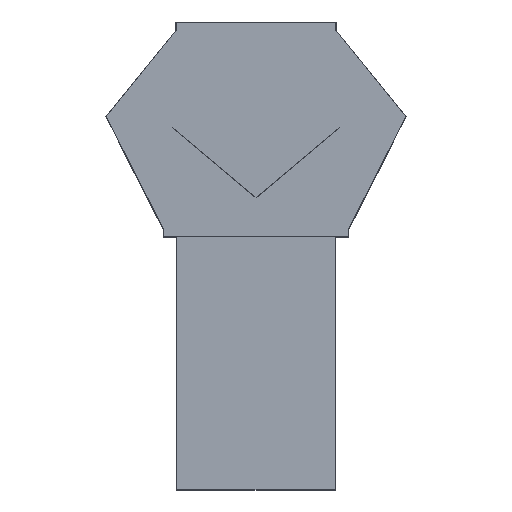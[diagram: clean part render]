
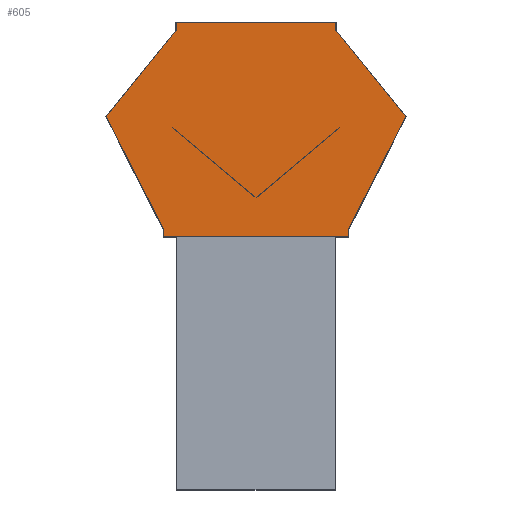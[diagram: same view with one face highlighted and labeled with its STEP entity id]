
A CAD part, top view. The second image highlights one B-rep face of the part: STEP entity #605.
In plain terms, the highlighted planar face has unit normal (0, 0, 1).
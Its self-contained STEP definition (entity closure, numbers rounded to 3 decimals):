
#29 = EDGE_CURVE ( 'NONE', #746, #630, #908, .T. ) ;
#37 = ORIENTED_EDGE ( 'NONE', *, *, #1258, .T. ) ;
#40 = EDGE_CURVE ( 'NONE', #532, #1186, #1349, .T. ) ;
#55 = CARTESIAN_POINT ( 'NONE',  ( -293.858, -355.512, 600. ) ) ;
#91 = EDGE_CURVE ( 'NONE', #529, #1337, #1453, .T. ) ;
#100 = DIRECTION ( 'NONE',  ( 0.454, 0.891, 0. ) ) ;
#125 = DIRECTION ( 'NONE',  ( 0., 0., 1. ) ) ;
#136 = EDGE_CURVE ( 'NONE', #1394, #630, #1006, .T. ) ;
#139 = VECTOR ( 'NONE', #911, 1000. ) ;
#147 = VERTEX_POINT ( 'NONE', #779 ) ;
#167 = EDGE_CURVE ( 'NONE', #147, #1394, #261, .T. ) ;
#201 = EDGE_CURVE ( 'NONE', #147, #529, #1351, .T. ) ;
#204 = EDGE_LOOP ( 'NONE', ( #428, #474, #37, #359, #374, #763, #539, #838, #697, #905 ) ) ;
#261 = LINE ( 'NONE', #1042, #293 ) ;
#293 = VECTOR ( 'NONE', #1540, 1000. ) ;
#300 = EDGE_CURVE ( 'NONE', #1562, #1611, #643, .T. ) ;
#347 = CARTESIAN_POINT ( 'NONE',  ( 293.858, -380.512, 600. ) ) ;
#359 = ORIENTED_EDGE ( 'NONE', *, *, #40, .T. ) ;
#361 = FACE_OUTER_BOUND ( 'NONE', #204, .T. ) ;
#374 = ORIENTED_EDGE ( 'NONE', *, *, #1113, .T. ) ;
#380 = PLANE ( 'NONE',  #886 ) ;
#389 = CARTESIAN_POINT ( 'NONE',  ( -293.858, -380.512, 600. ) ) ;
#391 = DIRECTION ( 'NONE',  ( 0., -1., 0. ) ) ;
#399 = CARTESIAN_POINT ( 'NONE',  ( 253.479, 273.555, 600. ) ) ;
#428 = ORIENTED_EDGE ( 'NONE', *, *, #561, .T. ) ;
#474 = ORIENTED_EDGE ( 'NONE', *, *, #300, .T. ) ;
#529 = VERTEX_POINT ( 'NONE', #860 ) ;
#532 = VERTEX_POINT ( 'NONE', #983 ) ;
#539 = ORIENTED_EDGE ( 'NONE', *, *, #136, .F. ) ;
#561 = EDGE_CURVE ( 'NONE', #1337, #1562, #866, .T. ) ;
#576 = DIRECTION ( 'NONE',  ( 0., 1., 0. ) ) ;
#605 = ADVANCED_FACE ( 'NONE', ( #361 ), #380, .T. ) ;
#630 = VERTEX_POINT ( 'NONE', #399 ) ;
#632 = CARTESIAN_POINT ( 'NONE',  ( 293.858, -355.512, 600. ) ) ;
#643 = LINE ( 'NONE', #1464, #1547 ) ;
#696 = CARTESIAN_POINT ( 'NONE',  ( -293.858, -380.512, 600. ) ) ;
#697 = ORIENTED_EDGE ( 'NONE', *, *, #201, .T. ) ;
#703 = LINE ( 'NONE', #389, #796 ) ;
#746 = VERTEX_POINT ( 'NONE', #1190 ) ;
#763 = ORIENTED_EDGE ( 'NONE', *, *, #29, .T. ) ;
#779 = CARTESIAN_POINT ( 'NONE',  ( -253.479, 299.255, 600. ) ) ;
#796 = VECTOR ( 'NONE', #1424, 1000. ) ;
#838 = ORIENTED_EDGE ( 'NONE', *, *, #167, .F. ) ;
#860 = CARTESIAN_POINT ( 'NONE',  ( -253.479, 273.555, 600. ) ) ;
#863 = DIRECTION ( 'NONE',  ( 0.454, -0.891, 0. ) ) ;
#866 = LINE ( 'NONE', #1119, #1198 ) ;
#867 = CARTESIAN_POINT ( 'NONE',  ( 475., 0., 600. ) ) ;
#886 = AXIS2_PLACEMENT_3D ( 'NONE', #897, #125, #1024 ) ;
#897 = CARTESIAN_POINT ( 'NONE',  ( 0., 0., 600. ) ) ;
#898 = VECTOR ( 'NONE', #391, 1000. ) ;
#905 = ORIENTED_EDGE ( 'NONE', *, *, #91, .T. ) ;
#908 = LINE ( 'NONE', #1371, #1050 ) ;
#911 = DIRECTION ( 'NONE',  ( 0., -1., 0. ) ) ;
#945 = DIRECTION ( 'NONE',  ( -0.629, 0.777, 0. ) ) ;
#983 = CARTESIAN_POINT ( 'NONE',  ( 293.858, -380.512, 600. ) ) ;
#987 = VECTOR ( 'NONE', #1311, 1000. ) ;
#1006 = LINE ( 'NONE', #1635, #898 ) ;
#1018 = LINE ( 'NONE', #867, #1064 ) ;
#1023 = CARTESIAN_POINT ( 'NONE',  ( -253.479, 298.555, 600. ) ) ;
#1024 = DIRECTION ( 'NONE',  ( 1., 0., 0. ) ) ;
#1042 = CARTESIAN_POINT ( 'NONE',  ( -253.479, 299.255, 600. ) ) ;
#1044 = CARTESIAN_POINT ( 'NONE',  ( -475., 0., 600. ) ) ;
#1050 = VECTOR ( 'NONE', #945, 1000. ) ;
#1064 = VECTOR ( 'NONE', #100, 1000. ) ;
#1108 = DIRECTION ( 'NONE',  ( 0., -1., 0. ) ) ;
#1113 = EDGE_CURVE ( 'NONE', #1186, #746, #1018, .T. ) ;
#1119 = CARTESIAN_POINT ( 'NONE',  ( -475., 0., 600. ) ) ;
#1186 = VERTEX_POINT ( 'NONE', #632 ) ;
#1187 = CARTESIAN_POINT ( 'NONE',  ( 253.479, 299.255, 600. ) ) ;
#1190 = CARTESIAN_POINT ( 'NONE',  ( 475., 0., 600. ) ) ;
#1198 = VECTOR ( 'NONE', #863, 1000. ) ;
#1258 = EDGE_CURVE ( 'NONE', #1611, #532, #703, .T. ) ;
#1311 = DIRECTION ( 'NONE',  ( -0.629, -0.777, 0. ) ) ;
#1337 = VERTEX_POINT ( 'NONE', #1044 ) ;
#1349 = LINE ( 'NONE', #347, #1576 ) ;
#1351 = LINE ( 'NONE', #1023, #139 ) ;
#1371 = CARTESIAN_POINT ( 'NONE',  ( 475., 0., 600. ) ) ;
#1394 = VERTEX_POINT ( 'NONE', #1187 ) ;
#1424 = DIRECTION ( 'NONE',  ( 1., 0., 0. ) ) ;
#1453 = LINE ( 'NONE', #1550, #987 ) ;
#1464 = CARTESIAN_POINT ( 'NONE',  ( -293.858, -355.512, 600. ) ) ;
#1540 = DIRECTION ( 'NONE',  ( 1., 0., 0. ) ) ;
#1547 = VECTOR ( 'NONE', #1108, 1000. ) ;
#1550 = CARTESIAN_POINT ( 'NONE',  ( -475., 0., 600. ) ) ;
#1562 = VERTEX_POINT ( 'NONE', #55 ) ;
#1576 = VECTOR ( 'NONE', #576, 1000. ) ;
#1611 = VERTEX_POINT ( 'NONE', #696 ) ;
#1635 = CARTESIAN_POINT ( 'NONE',  ( 253.479, 298.555, 600. ) ) ;
